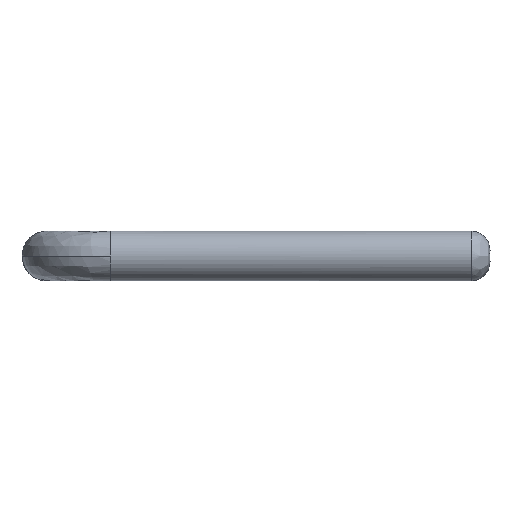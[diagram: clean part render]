
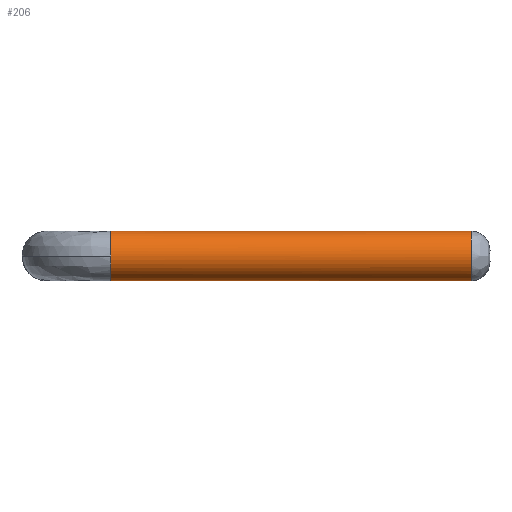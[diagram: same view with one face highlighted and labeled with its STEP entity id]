
A CAD part, left-side view. The second image highlights one B-rep face of the part: STEP entity #206.
In plain terms, the highlighted free-form (B-spline) face has degree [2, 1] with [9, 2] control points.
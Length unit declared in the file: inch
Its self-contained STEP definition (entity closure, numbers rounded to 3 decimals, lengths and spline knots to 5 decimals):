
#13=B_SPLINE_CURVE_WITH_KNOTS('',1,(#757,#758),.UNSPECIFIED.,.F.,.F.,(2,
2),(-0.285,0.),.UNSPECIFIED.);
#14=B_SPLINE_CURVE_WITH_KNOTS('',1,(#765,#766),.UNSPECIFIED.,.F.,.F.,(2,
2),(0.,0.285),.UNSPECIFIED.);
#206=ADVANCED_FACE('',(#222),#562,.T.);
#222=FACE_OUTER_BOUND('',#238,.T.);
#238=EDGE_LOOP('',(#267,#268,#269,#270,#271));
#267=ORIENTED_EDGE('',*,*,#347,.T.);
#268=ORIENTED_EDGE('',*,*,#348,.T.);
#269=ORIENTED_EDGE('',*,*,#349,.T.);
#270=ORIENTED_EDGE('',*,*,#350,.T.);
#271=ORIENTED_EDGE('',*,*,#351,.T.);
#347=EDGE_CURVE('',#495,#496,#13,.T.);
#348=EDGE_CURVE('',#496,#497,#427,.T.);
#349=EDGE_CURVE('',#497,#498,#428,.T.);
#350=EDGE_CURVE('',#498,#499,#14,.T.);
#351=EDGE_CURVE('',#499,#495,#429,.T.);
#427=(
BOUNDED_CURVE()
B_SPLINE_CURVE(2,(#759,#760,#761),.UNSPECIFIED.,.F.,.F.)
B_SPLINE_CURVE_WITH_KNOTS((3,3),(-0.03092,0.),.UNSPECIFIED.)
CURVE()
GEOMETRIC_REPRESENTATION_ITEM()
RATIONAL_B_SPLINE_CURVE((1.,0.707,1.))
REPRESENTATION_ITEM('')
);
#428=(
BOUNDED_CURVE()
B_SPLINE_CURVE(2,(#762,#763,#764),.UNSPECIFIED.,.F.,.F.)
B_SPLINE_CURVE_WITH_KNOTS((3,3),(-0.03092,0.),.UNSPECIFIED.)
CURVE()
GEOMETRIC_REPRESENTATION_ITEM()
RATIONAL_B_SPLINE_CURVE((1.,0.707,1.))
REPRESENTATION_ITEM('')
);
#429=(
BOUNDED_CURVE()
B_SPLINE_CURVE(2,(#767,#768,#769,#770,#771),.UNSPECIFIED.,.F.,.F.)
B_SPLINE_CURVE_WITH_KNOTS((3,2,3),(0.,0.03092,0.06184),
 .UNSPECIFIED.)
CURVE()
GEOMETRIC_REPRESENTATION_ITEM()
RATIONAL_B_SPLINE_CURVE((1.,0.707,1.,0.707,1.))
REPRESENTATION_ITEM('')
);
#495=VERTEX_POINT('',#752);
#496=VERTEX_POINT('',#753);
#497=VERTEX_POINT('',#754);
#498=VERTEX_POINT('',#755);
#499=VERTEX_POINT('',#756);
#562=(
BOUNDED_SURFACE()
B_SPLINE_SURFACE(2,1,((#734,#735),(#736,#737),(#738,#739),(#740,#741),(#742,
#743),(#744,#745),(#746,#747),(#748,#749),(#750,#751)),.UNSPECIFIED.,.T.,
 .F.,.F.)
B_SPLINE_SURFACE_WITH_KNOTS((3,2,2,2,3),(2,2),(0.,0.03092,0.06184,
0.09276,0.12368),(0.,0.34272),.UNSPECIFIED.)
GEOMETRIC_REPRESENTATION_ITEM()
RATIONAL_B_SPLINE_SURFACE(((1.,1.),(0.707,0.707),
(1.,1.),(0.707,0.707),(1.,1.),(0.707,
0.707),(1.,1.),(0.707,0.707),(1.,1.)))
REPRESENTATION_ITEM('')
SURFACE()
);
#734=CARTESIAN_POINT('',(-0.13133,0.04362,0.));
#735=CARTESIAN_POINT('',(-0.13133,-0.2991,0.));
#736=CARTESIAN_POINT('',(-0.13133,0.04362,0.01969));
#737=CARTESIAN_POINT('',(-0.13133,-0.2991,0.01969));
#738=CARTESIAN_POINT('',(-0.15102,0.04362,0.01969));
#739=CARTESIAN_POINT('',(-0.15102,-0.2991,0.01969));
#740=CARTESIAN_POINT('',(-0.1707,0.04362,0.01969));
#741=CARTESIAN_POINT('',(-0.1707,-0.2991,0.01969));
#742=CARTESIAN_POINT('',(-0.1707,0.04362,0.));
#743=CARTESIAN_POINT('',(-0.1707,-0.2991,0.));
#744=CARTESIAN_POINT('',(-0.1707,0.04362,-0.01969));
#745=CARTESIAN_POINT('',(-0.1707,-0.2991,-0.01969));
#746=CARTESIAN_POINT('',(-0.15102,0.04362,-0.01969));
#747=CARTESIAN_POINT('',(-0.15102,-0.2991,-0.01969));
#748=CARTESIAN_POINT('',(-0.13133,0.04362,-0.01969));
#749=CARTESIAN_POINT('',(-0.13133,-0.2991,-0.01969));
#750=CARTESIAN_POINT('',(-0.13133,0.04362,0.));
#751=CARTESIAN_POINT('',(-0.13133,-0.2991,0.));
#752=CARTESIAN_POINT('',(-0.15102,-0.27024,0.01969));
#753=CARTESIAN_POINT('',(-0.15102,0.01476,0.01969));
#754=CARTESIAN_POINT('',(-0.1707,0.01476,0.));
#755=CARTESIAN_POINT('',(-0.15102,0.01476,-0.01969));
#756=CARTESIAN_POINT('',(-0.15102,-0.27024,-0.01969));
#757=CARTESIAN_POINT('',(-0.15102,-0.27024,0.01969));
#758=CARTESIAN_POINT('',(-0.15102,0.01476,0.01969));
#759=CARTESIAN_POINT('',(-0.15102,0.01476,0.01969));
#760=CARTESIAN_POINT('',(-0.1707,0.01476,0.01969));
#761=CARTESIAN_POINT('',(-0.1707,0.01476,0.));
#762=CARTESIAN_POINT('',(-0.1707,0.01476,0.));
#763=CARTESIAN_POINT('',(-0.1707,0.01476,-0.01969));
#764=CARTESIAN_POINT('',(-0.15102,0.01476,-0.01969));
#765=CARTESIAN_POINT('',(-0.15102,0.01476,-0.01969));
#766=CARTESIAN_POINT('',(-0.15102,-0.27024,-0.01969));
#767=CARTESIAN_POINT('',(-0.15102,-0.27024,-0.01969));
#768=CARTESIAN_POINT('',(-0.1707,-0.27024,-0.01969));
#769=CARTESIAN_POINT('',(-0.1707,-0.27024,0.));
#770=CARTESIAN_POINT('',(-0.1707,-0.27024,0.01969));
#771=CARTESIAN_POINT('',(-0.15102,-0.27024,0.01969));
